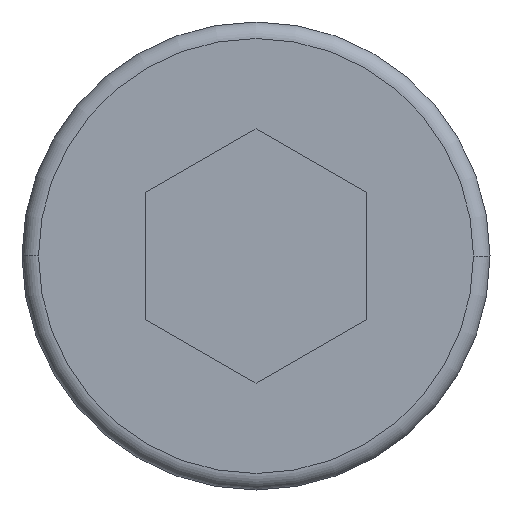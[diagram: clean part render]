
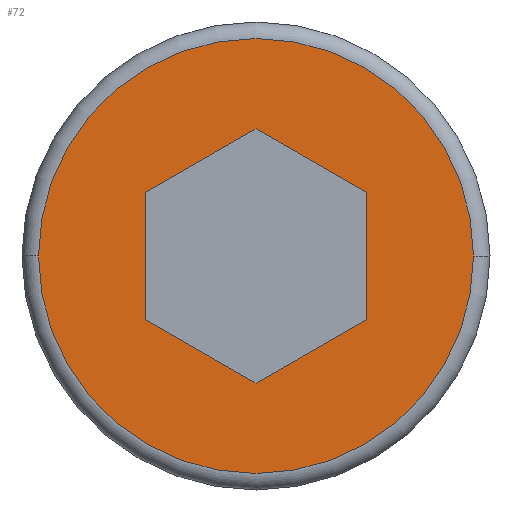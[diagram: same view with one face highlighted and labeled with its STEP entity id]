
A CAD part, left-side view. The second image highlights one B-rep face of the part: STEP entity #72.
In plain terms, the highlighted planar face has unit normal (-1, 0, 0).
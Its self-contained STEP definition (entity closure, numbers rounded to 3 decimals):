
#2 = VERTEX_POINT ( 'NONE', #433 ) ;
#19 = CARTESIAN_POINT ( 'NONE',  ( 0., 0., -2.309 ) ) ;
#24 = DIRECTION ( 'NONE',  ( 0., 0., -1. ) ) ;
#33 = ORIENTED_EDGE ( 'NONE', *, *, #155, .F. ) ;
#35 = ORIENTED_EDGE ( 'NONE', *, *, #186, .F. ) ;
#41 = CARTESIAN_POINT ( 'NONE',  ( 0., 2., 1.155 ) ) ;
#49 = DIRECTION ( 'NONE',  ( -1., 0., 0. ) ) ;
#52 = DIRECTION ( 'NONE',  ( 0., -0.866, -0.5 ) ) ;
#58 = VECTOR ( 'NONE', #52, 1000. ) ;
#64 = LINE ( 'NONE', #254, #58 ) ;
#70 = CARTESIAN_POINT ( 'NONE',  ( 0., -2., -1.155 ) ) ;
#72 = ADVANCED_FACE ( 'NONE', ( #153, #106 ), #245, .T. ) ;
#77 = AXIS2_PLACEMENT_3D ( 'NONE', #461, #49, #566 ) ;
#98 = VERTEX_POINT ( 'NONE', #19 ) ;
#106 = FACE_BOUND ( 'NONE', #294, .T. ) ;
#115 = VERTEX_POINT ( 'NONE', #134 ) ;
#119 = CIRCLE ( 'NONE', #441, 3.95 ) ;
#122 = VERTEX_POINT ( 'NONE', #556 ) ;
#127 = ORIENTED_EDGE ( 'NONE', *, *, #259, .F. ) ;
#134 = CARTESIAN_POINT ( 'NONE',  ( 0., -3.95, 0. ) ) ;
#135 = EDGE_LOOP ( 'NONE', ( #607, #165 ) ) ;
#145 = DIRECTION ( 'NONE',  ( 0., -1., 0. ) ) ;
#153 = FACE_OUTER_BOUND ( 'NONE', #135, .T. ) ;
#155 = EDGE_CURVE ( 'NONE', #98, #2, #263, .T. ) ;
#165 = ORIENTED_EDGE ( 'NONE', *, *, #236, .T. ) ;
#167 = VECTOR ( 'NONE', #368, 1000. ) ;
#186 = EDGE_CURVE ( 'NONE', #2, #198, #405, .T. ) ;
#197 = VECTOR ( 'NONE', #222, 1000. ) ;
#198 = VERTEX_POINT ( 'NONE', #511 ) ;
#222 = DIRECTION ( 'NONE',  ( 0., -0.866, 0.5 ) ) ;
#235 = CARTESIAN_POINT ( 'NONE',  ( 0., 0., 2.309 ) ) ;
#236 = EDGE_CURVE ( 'NONE', #122, #115, #432, .T. ) ;
#245 = PLANE ( 'NONE',  #442 ) ;
#253 = DIRECTION ( 'NONE',  ( 0., -1., 0. ) ) ;
#254 = CARTESIAN_POINT ( 'NONE',  ( 0., 2., -1.155 ) ) ;
#259 = EDGE_CURVE ( 'NONE', #295, #320, #470, .T. ) ;
#260 = CARTESIAN_POINT ( 'NONE',  ( 0., 2., 1.155 ) ) ;
#263 = LINE ( 'NONE', #364, #197 ) ;
#274 = VERTEX_POINT ( 'NONE', #279 ) ;
#279 = CARTESIAN_POINT ( 'NONE',  ( 0., 2., -1.155 ) ) ;
#294 = EDGE_LOOP ( 'NONE', ( #329, #127, #539, #35, #33, #509 ) ) ;
#295 = VERTEX_POINT ( 'NONE', #235 ) ;
#320 = VERTEX_POINT ( 'NONE', #41 ) ;
#329 = ORIENTED_EDGE ( 'NONE', *, *, #524, .F. ) ;
#334 = DIRECTION ( 'NONE',  ( 0., 0.866, 0.5 ) ) ;
#348 = LINE ( 'NONE', #260, #550 ) ;
#364 = CARTESIAN_POINT ( 'NONE',  ( 0., 0., -2.309 ) ) ;
#365 = VECTOR ( 'NONE', #334, 1000. ) ;
#368 = DIRECTION ( 'NONE',  ( 0., 0., 1. ) ) ;
#378 = EDGE_CURVE ( 'NONE', #198, #295, #570, .T. ) ;
#383 = EDGE_CURVE ( 'NONE', #115, #122, #119, .T. ) ;
#405 = LINE ( 'NONE', #70, #167 ) ;
#416 = DIRECTION ( 'NONE',  ( 0., 0.866, -0.5 ) ) ;
#421 = CARTESIAN_POINT ( 'NONE',  ( 0., -2., 1.155 ) ) ;
#422 = VECTOR ( 'NONE', #416, 1000. ) ;
#432 = CIRCLE ( 'NONE', #77, 3.95 ) ;
#433 = CARTESIAN_POINT ( 'NONE',  ( 0., -2., -1.155 ) ) ;
#441 = AXIS2_PLACEMENT_3D ( 'NONE', #519, #611, #145 ) ;
#442 = AXIS2_PLACEMENT_3D ( 'NONE', #527, #537, #253 ) ;
#461 = CARTESIAN_POINT ( 'NONE',  ( 0., 0., 0. ) ) ;
#470 = LINE ( 'NONE', #609, #422 ) ;
#509 = ORIENTED_EDGE ( 'NONE', *, *, #571, .F. ) ;
#511 = CARTESIAN_POINT ( 'NONE',  ( 0., -2., 1.155 ) ) ;
#519 = CARTESIAN_POINT ( 'NONE',  ( 0., 0., 0. ) ) ;
#524 = EDGE_CURVE ( 'NONE', #320, #274, #348, .T. ) ;
#527 = CARTESIAN_POINT ( 'NONE',  ( 0., 0., 0. ) ) ;
#537 = DIRECTION ( 'NONE',  ( -1., 0., 0. ) ) ;
#539 = ORIENTED_EDGE ( 'NONE', *, *, #378, .F. ) ;
#550 = VECTOR ( 'NONE', #24, 1000. ) ;
#556 = CARTESIAN_POINT ( 'NONE',  ( 0., 3.95, 0. ) ) ;
#566 = DIRECTION ( 'NONE',  ( 0., -1., 0. ) ) ;
#570 = LINE ( 'NONE', #421, #365 ) ;
#571 = EDGE_CURVE ( 'NONE', #274, #98, #64, .T. ) ;
#607 = ORIENTED_EDGE ( 'NONE', *, *, #383, .T. ) ;
#609 = CARTESIAN_POINT ( 'NONE',  ( 0., 0., 2.309 ) ) ;
#611 = DIRECTION ( 'NONE',  ( -1., 0., 0. ) ) ;
